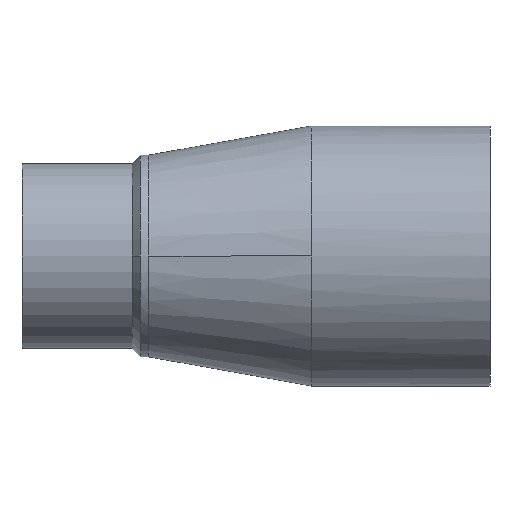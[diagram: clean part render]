
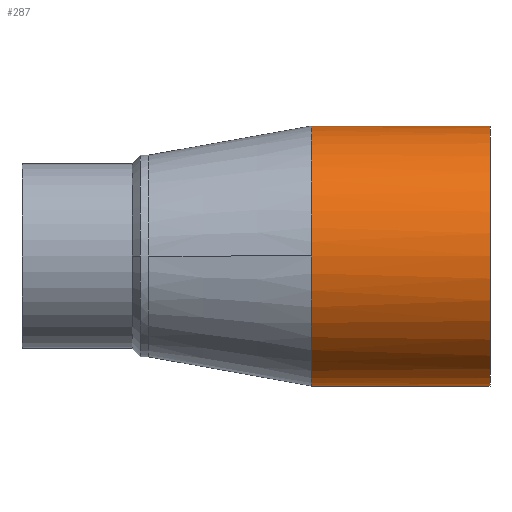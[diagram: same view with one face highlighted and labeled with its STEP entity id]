
A CAD part, front view. The second image highlights one B-rep face of the part: STEP entity #287.
In plain terms, the highlighted cylindrical face has radius 112.5 mm (diameter 225 mm), a partial arc.
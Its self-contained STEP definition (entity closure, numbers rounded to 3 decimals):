
#153 = EDGE_CURVE( '', #165, #237, #369, .T. );
#155 = EDGE_CURVE( '', #255, #165, #371, .T. );
#157 = EDGE_CURVE( '', #265, #299, #373, .T. );
#165 = VERTEX_POINT( '', #381 );
#173 = EDGE_CURVE( '', #237, #265, #390, .T. );
#205 = EDGE_CURVE( '', #299, #255, #424, .T. );
#237 = VERTEX_POINT( '', #460 );
#255 = VERTEX_POINT( '', #482 );
#265 = VERTEX_POINT( '', #493 );
#287 = ADVANCED_FACE( '', ( #519 ), #520, .T. );
#299 = VERTEX_POINT( '', #532 );
#369 = LINE( '', #887, #888 );
#371 = CIRCLE( '', #891, 112.5 );
#373 = B_SPLINE_CURVE_WITH_KNOTS( '', 3, ( #894, #895, #896, #897, #898, #899, #900, #901, #902, #903, #904 ), .UNSPECIFIED., .F., .F., ( 4, 1, 1, 1, 1, 1, 1, 1, 4 ), ( 3.142, 3.338, 3.534, 3.731, 3.927, 4.123, 4.32, 4.516, 4.712 ), .UNSPECIFIED. );
#381 = CARTESIAN_POINT( '', ( 405., 0., 112.5 ) );
#390 = B_SPLINE_CURVE_WITH_KNOTS( '', 3, ( #1196, #1197, #1198, #1199, #1200, #1201, #1202, #1203, #1204, #1205, #1206 ), .UNSPECIFIED., .F., .F., ( 4, 1, 1, 1, 1, 1, 1, 1, 4 ), ( 1.571, 1.767, 1.963, 2.16, 2.356, 2.553, 2.749, 2.945, 3.142 ), .UNSPECIFIED. );
#424 = LINE( '', #1305, #1306 );
#460 = CARTESIAN_POINT( '', ( 250.5, 0., 112.5 ) );
#482 = CARTESIAN_POINT( '', ( 405., 0., -112.5 ) );
#493 = CARTESIAN_POINT( '', ( 250.5, -112.5, 0. ) );
#519 = FACE_OUTER_BOUND( '', #2029, .T. );
#520 = CYLINDRICAL_SURFACE( '', #2030, 112.5 );
#532 = CARTESIAN_POINT( '', ( 250.5, 0., -112.5 ) );
#887 = CARTESIAN_POINT( '', ( 250.5, 0., 112.5 ) );
#888 = VECTOR( '', #2148, 1. );
#891 = AXIS2_PLACEMENT_3D( '', #2149, #2150, #2151 );
#894 = CARTESIAN_POINT( '', ( 250.5, -112.5, 0. ) );
#895 = CARTESIAN_POINT( '', ( 250.5, -112.5, -7.363 ) );
#896 = CARTESIAN_POINT( '', ( 250.5, -111.05, -22.089 ) );
#897 = CARTESIAN_POINT( '', ( 250.5, -104.606, -43.329 ) );
#898 = CARTESIAN_POINT( '', ( 250.5, -94.143, -62.905 ) );
#899 = CARTESIAN_POINT( '', ( 250.5, -80.062, -80.062 ) );
#900 = CARTESIAN_POINT( '', ( 250.5, -62.905, -94.143 ) );
#901 = CARTESIAN_POINT( '', ( 250.5, -43.329, -104.606 ) );
#902 = CARTESIAN_POINT( '', ( 250.5, -22.089, -111.05 ) );
#903 = CARTESIAN_POINT( '', ( 250.5, -7.363, -112.5 ) );
#904 = CARTESIAN_POINT( '', ( 250.5, 0., -112.5 ) );
#1196 = CARTESIAN_POINT( '', ( 250.5, 0., 112.5 ) );
#1197 = CARTESIAN_POINT( '', ( 250.5, -7.363, 112.5 ) );
#1198 = CARTESIAN_POINT( '', ( 250.5, -22.089, 111.05 ) );
#1199 = CARTESIAN_POINT( '', ( 250.5, -43.329, 104.606 ) );
#1200 = CARTESIAN_POINT( '', ( 250.5, -62.905, 94.143 ) );
#1201 = CARTESIAN_POINT( '', ( 250.5, -80.062, 80.062 ) );
#1202 = CARTESIAN_POINT( '', ( 250.5, -94.143, 62.905 ) );
#1203 = CARTESIAN_POINT( '', ( 250.5, -104.606, 43.329 ) );
#1204 = CARTESIAN_POINT( '', ( 250.5, -111.05, 22.089 ) );
#1205 = CARTESIAN_POINT( '', ( 250.5, -112.5, 7.363 ) );
#1206 = CARTESIAN_POINT( '', ( 250.5, -112.5, 0. ) );
#1305 = CARTESIAN_POINT( '', ( 250.5, 0., -112.5 ) );
#1306 = VECTOR( '', #2188, 1. );
#2029 = EDGE_LOOP( '', ( #2305, #2306, #2307, #2308, #2309 ) );
#2030 = AXIS2_PLACEMENT_3D( '', #2310, #2311, #2312 );
#2148 = DIRECTION( '', ( -1., 0., 0. ) );
#2149 = CARTESIAN_POINT( '', ( 405., 0., 0. ) );
#2150 = DIRECTION( '', ( -1., 0., 0. ) );
#2151 = DIRECTION( '', ( 0., 0., -1. ) );
#2188 = DIRECTION( '', ( 1., 0., 0. ) );
#2305 = ORIENTED_EDGE( '', *, *, #205, .T. );
#2306 = ORIENTED_EDGE( '', *, *, #155, .T. );
#2307 = ORIENTED_EDGE( '', *, *, #153, .T. );
#2308 = ORIENTED_EDGE( '', *, *, #173, .T. );
#2309 = ORIENTED_EDGE( '', *, *, #157, .T. );
#2310 = CARTESIAN_POINT( '', ( 250.5, 0., 0. ) );
#2311 = DIRECTION( '', ( -1., 0., 0. ) );
#2312 = DIRECTION( '', ( 0., 0., -1. ) );
